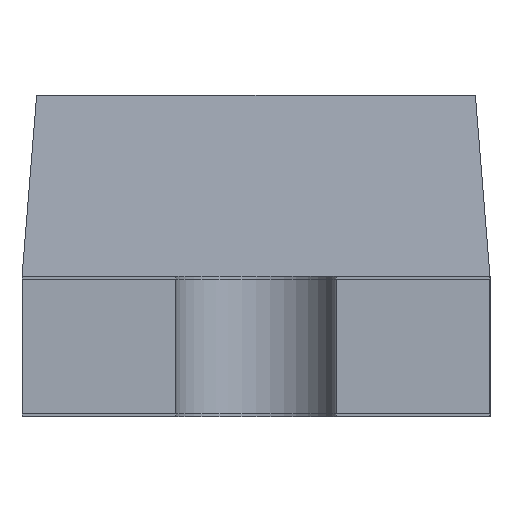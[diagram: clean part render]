
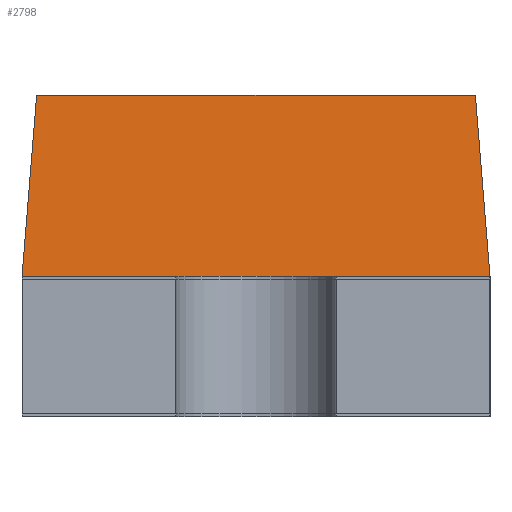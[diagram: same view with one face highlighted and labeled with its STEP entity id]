
A CAD part, left-side view. The second image highlights one B-rep face of the part: STEP entity #2798.
In plain terms, the highlighted planar face has unit normal (-0.997, 0, 0.08).
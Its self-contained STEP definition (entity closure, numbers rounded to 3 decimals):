
#316=LINE('',#4224,#581);
#319=LINE('',#4230,#584);
#320=LINE('',#4232,#585);
#321=LINE('',#4234,#586);
#581=VECTOR('',#3580,1000.);
#584=VECTOR('',#3585,1000.);
#585=VECTOR('',#3586,1000.);
#586=VECTOR('',#3587,1000.);
#1194=ORIENTED_EDGE('',*,*,#1517,.F.);
#1195=ORIENTED_EDGE('',*,*,#1518,.F.);
#1196=ORIENTED_EDGE('',*,*,#1519,.T.);
#1197=ORIENTED_EDGE('',*,*,#1514,.T.);
#1514=EDGE_CURVE('',#1727,#1725,#316,.T.);
#1517=EDGE_CURVE('',#1729,#1725,#319,.T.);
#1518=EDGE_CURVE('',#1730,#1729,#320,.T.);
#1519=EDGE_CURVE('',#1730,#1727,#321,.T.);
#1725=VERTEX_POINT('',#4222);
#1727=VERTEX_POINT('',#4225);
#1729=VERTEX_POINT('',#4231);
#1730=VERTEX_POINT('',#4233);
#1901=EDGE_LOOP('',(#1194,#1195,#1196,#1197));
#2028=FACE_BOUND('',#1901,.T.);
#2126=PLANE('',#2990);
#2798=ADVANCED_FACE('',(#2028),#2126,.F.);
#2990=AXIS2_PLACEMENT_3D('',#4229,#3583,#3584);
#3580=DIRECTION('',(0.,1.,0.));
#3583=DIRECTION('',(0.997,0.,-0.08));
#3584=DIRECTION('',(-0.08,0.,-0.997));
#3585=DIRECTION('',(0.08,-0.08,0.994));
#3586=DIRECTION('',(0.,1.,0.));
#3587=DIRECTION('',(0.08,0.08,0.994));
#4222=CARTESIAN_POINT('',(-0.95,0.75,1.1));
#4224=CARTESIAN_POINT('',(-0.95,-0.8,1.1));
#4225=CARTESIAN_POINT('',(-0.95,-0.75,1.1));
#4229=CARTESIAN_POINT('',(-0.95,-0.8,1.1));
#4230=CARTESIAN_POINT('',(-0.94,0.74,1.223));
#4231=CARTESIAN_POINT('',(-1.,0.8,0.48));
#4232=CARTESIAN_POINT('',(-1.,-0.8,0.48));
#4233=CARTESIAN_POINT('',(-1.,-0.8,0.48));
#4234=CARTESIAN_POINT('',(-0.95,-0.75,1.096));
